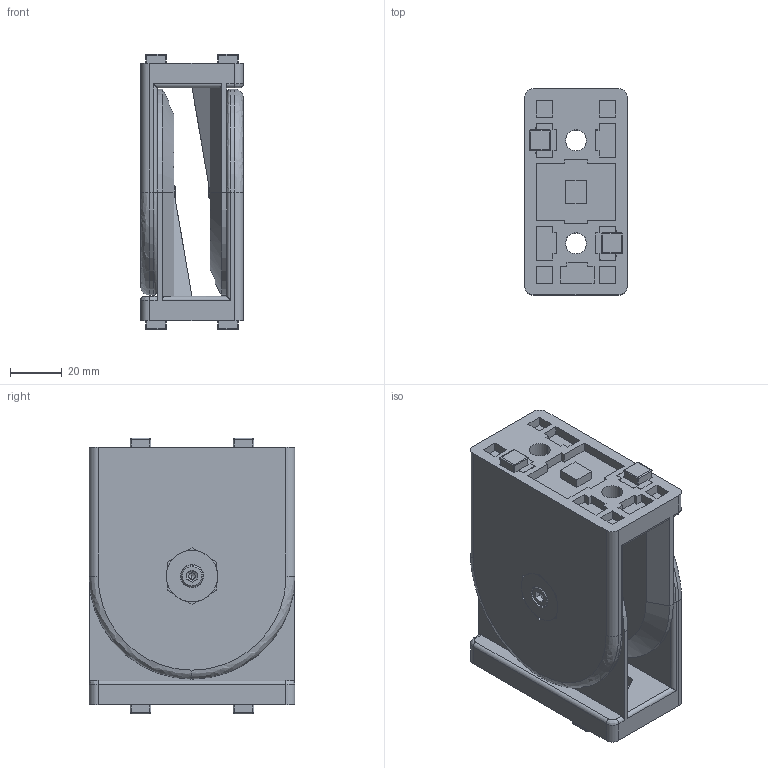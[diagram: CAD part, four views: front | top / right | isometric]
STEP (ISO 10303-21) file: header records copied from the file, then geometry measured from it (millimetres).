
FILE_DESCRIPTION (( 'STEP AP214' ), '1' );
FILE_NAME ('SZ1022N Heavy Duty Joint 40x80. Natural.STEP', '2021-10-21T09:53:54', ( '' ), ( '' ), 'SwSTEP 2.0', 'SolidWorks 2021', '' );
FILE_SCHEMA (( 'AUTOMOTIVE_DESIGN' ));
Length unit declared in the file: millimetre
Products named in the file (1): SZ1022N Heavy Duty Joint 40x80. Natural
Bounding box: 40 x 80 x 106.9 mm (x, y, z)
Volume: 184519.8 mm3; surface area: 77861.1 mm2
Topology: 14 solids, 14 shells, 928 faces, 2476 edges, 1602 vertices
Faces by surface type: plane 486, cylinder 330, bspline 84, cone 28
Entity records: 41641 total; most frequent: CARTESIAN_POINT 7971, ORIENTED_EDGE 4912, DIRECTION 4852, EDGE_CURVE 2456, AXIS2_PLACEMENT_3D 1639, VERTEX_POINT 1602, LINE 1574, VECTOR 1574
